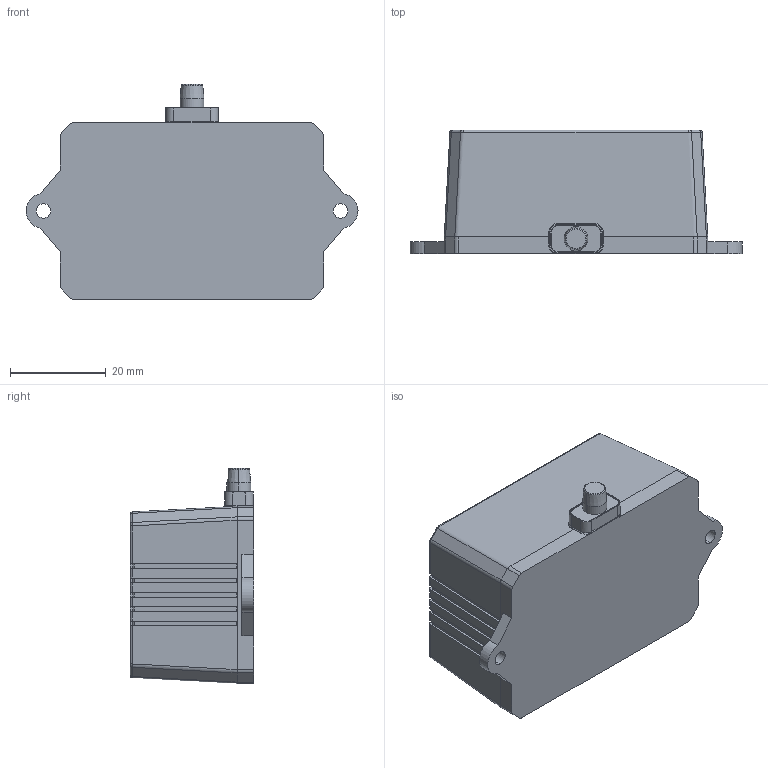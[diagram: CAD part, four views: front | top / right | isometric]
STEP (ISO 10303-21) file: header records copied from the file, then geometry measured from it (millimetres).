
FILE_DESCRIPTION (( 'STEP AP214' ), '1' );
FILE_NAME ('Benewake TF02-PRO.STEP', '2020-06-09T13:29:41', ( '' ), ( '' ), 'SwSTEP 2.0', 'SolidWorks 2020', '' );
FILE_SCHEMA (( 'AUTOMOTIVE_DESIGN' ));
Length unit declared in the file: millimetre
Products named in the file (1): Benewake TF02-PRO
Bounding box: 69.3 x 25.8 x 44.9 mm (x, y, z)
Volume: 50104.6 mm3; surface area: 9006 mm2
Topology: 1 solids, 1 shells, 198 faces, 544 edges, 352 vertices
Faces by surface type: plane 94, cylinder 74, torus 16, bspline 12, cone 2
Entity records: 6468 total; most frequent: CARTESIAN_POINT 1391, ORIENTED_EDGE 1088, DIRECTION 1038, EDGE_CURVE 544, VECTOR 360, LINE 360, VERTEX_POINT 352, AXIS2_PLACEMENT_3D 339
